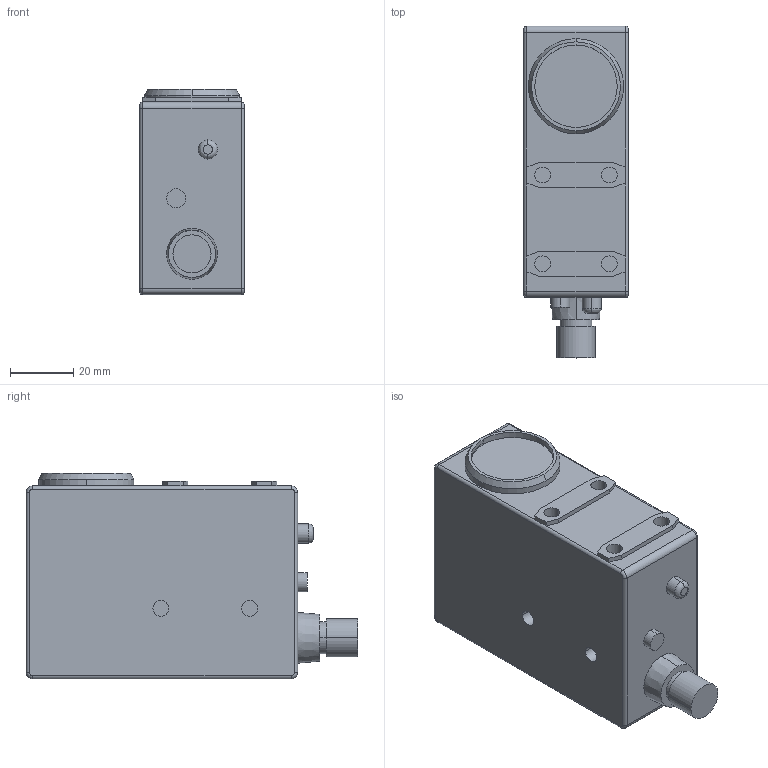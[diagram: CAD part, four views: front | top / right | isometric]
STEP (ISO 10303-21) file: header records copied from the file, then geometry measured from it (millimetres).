
FILE_DESCRIPTION((''),'2;1');
FILE_NAME('DK10_F400170A','2006-01-03T',('Pepperl+Fuchs'),('Industriehansa'),'PRO/ENGINEER BY PARAMETRIC TECHNOLOGY CORPORATION, 2005290','PRO/ENGINEER BY PARAMETRIC TECHNOLOGY CORPORATION, 2005290','');
FILE_SCHEMA(('AUTOMOTIVE_DESIGN_CC2 { 1 2 10303 214 -1 1 5 2 }'));
Length unit declared in the file: millimetre
Products named in the file (1): DK10_F400170A
Bounding box: 33 x 104.6 x 64.8 mm (x, y, z)
Volume: 175797.7 mm3; surface area: 22064.9 mm2
Topology: 1 solids, 1 shells, 95 faces, 236 edges, 182 vertices
Faces by surface type: plane 41, cylinder 40, torus 6, bspline 4, cone 4
Entity records: 3750 total; most frequent: CARTESIAN_POINT 551, DIRECTION 522, ORIENTED_EDGE 424, PRESENTATION_STYLE_ASSIGNMENT 249, STYLED_ITEM 243, CURVE_STYLE 238, EDGE_CURVE 212, AXIS2_PLACEMENT_3D 194
